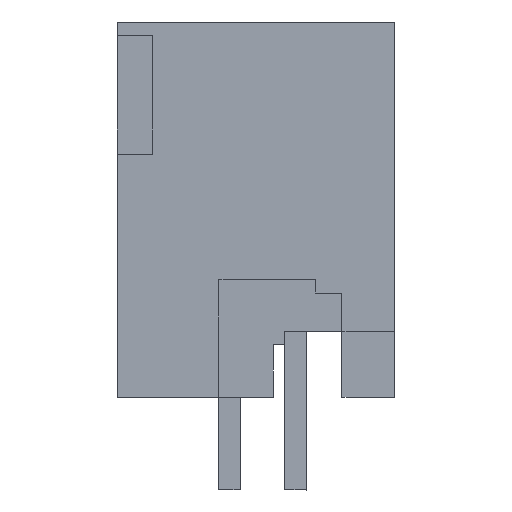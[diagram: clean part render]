
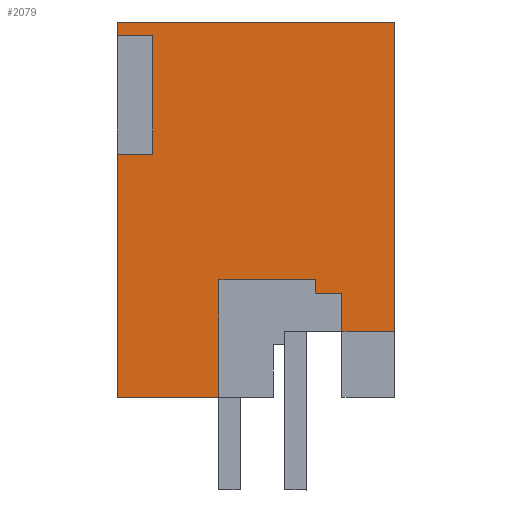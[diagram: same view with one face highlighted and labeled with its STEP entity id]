
A CAD part, left-side view. The second image highlights one B-rep face of the part: STEP entity #2079.
In plain terms, the highlighted planar face has unit normal (-1, 0, 0).
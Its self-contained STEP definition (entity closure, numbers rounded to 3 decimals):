
#2007=AXIS2_PLACEMENT_3D('Plane Axis2P3D',#2004,#2005,#2006) ;
#509=CARTESIAN_POINT('Vertex',(0.,6.65,3.5)) ;
#512=CARTESIAN_POINT('Line Origine',(0.,8.575,3.5)) ;
#516=CARTESIAN_POINT('Vertex',(0.,10.5,3.5)) ;
#1129=CARTESIAN_POINT('Vertex',(0.,2.,6.)) ;
#1132=CARTESIAN_POINT('Line Origine',(0.,2.,6.725)) ;
#1136=CARTESIAN_POINT('Vertex',(0.,2.,7.45)) ;
#1168=CARTESIAN_POINT('Line Origine',(0.,2.5,7.45)) ;
#1172=CARTESIAN_POINT('Vertex',(0.,3.,7.45)) ;
#1190=CARTESIAN_POINT('Line Origine',(0.,3.,7.7)) ;
#1194=CARTESIAN_POINT('Vertex',(0.,3.,7.95)) ;
#1219=CARTESIAN_POINT('Line Origine',(0.,4.825,7.95)) ;
#1223=CARTESIAN_POINT('Vertex',(0.,6.65,7.95)) ;
#1248=CARTESIAN_POINT('Line Origine',(0.,6.65,5.725)) ;
#2004=CARTESIAN_POINT('Axis2P3D Location',(0.,10.5,0.)) ;
#2009=CARTESIAN_POINT('Line Origine',(0.,10.5,8.1)) ;
#2013=CARTESIAN_POINT('Vertex',(0.,10.5,12.7)) ;
#2016=CARTESIAN_POINT('Line Origine',(0.,1.,6.)) ;
#2020=CARTESIAN_POINT('Vertex',(0.,0.,6.)) ;
#2023=CARTESIAN_POINT('Line Origine',(0.,0.,11.85)) ;
#2027=CARTESIAN_POINT('Vertex',(0.,0.,17.7)) ;
#2030=CARTESIAN_POINT('Line Origine',(0.,5.25,17.7)) ;
#2034=CARTESIAN_POINT('Vertex',(0.,10.5,17.7)) ;
#2037=CARTESIAN_POINT('Line Origine',(0.,10.5,17.45)) ;
#2041=CARTESIAN_POINT('Vertex',(0.,10.5,17.2)) ;
#2044=CARTESIAN_POINT('Line Origine',(0.,9.825,17.2)) ;
#2048=CARTESIAN_POINT('Vertex',(0.,9.15,17.2)) ;
#2051=CARTESIAN_POINT('Line Origine',(0.,9.15,14.95)) ;
#2055=CARTESIAN_POINT('Vertex',(0.,9.15,12.7)) ;
#2058=CARTESIAN_POINT('Line Origine',(0.,9.825,12.7)) ;
#513=DIRECTION('Vector Direction',(0.,1.,0.)) ;
#1133=DIRECTION('Vector Direction',(0.,0.,-1.)) ;
#1169=DIRECTION('Vector Direction',(0.,1.,0.)) ;
#1191=DIRECTION('Vector Direction',(0.,0.,1.)) ;
#1220=DIRECTION('Vector Direction',(0.,1.,0.)) ;
#1249=DIRECTION('Vector Direction',(0.,0.,1.)) ;
#2005=DIRECTION('Axis2P3D Direction',(-1.,0.,0.)) ;
#2006=DIRECTION('Axis2P3D XDirection',(0.,0.,1.)) ;
#2010=DIRECTION('Vector Direction',(0.,0.,1.)) ;
#2017=DIRECTION('Vector Direction',(0.,1.,0.)) ;
#2024=DIRECTION('Vector Direction',(0.,0.,1.)) ;
#2031=DIRECTION('Vector Direction',(0.,1.,0.)) ;
#2038=DIRECTION('Vector Direction',(0.,0.,1.)) ;
#2045=DIRECTION('Vector Direction',(0.,-1.,0.)) ;
#2052=DIRECTION('Vector Direction',(0.,0.,-1.)) ;
#2059=DIRECTION('Vector Direction',(0.,-1.,0.)) ;
#514=VECTOR('Line Direction',#513,1.) ;
#1134=VECTOR('Line Direction',#1133,1.) ;
#1170=VECTOR('Line Direction',#1169,1.) ;
#1192=VECTOR('Line Direction',#1191,1.) ;
#1221=VECTOR('Line Direction',#1220,1.) ;
#1250=VECTOR('Line Direction',#1249,1.) ;
#2011=VECTOR('Line Direction',#2010,1.) ;
#2018=VECTOR('Line Direction',#2017,1.) ;
#2025=VECTOR('Line Direction',#2024,1.) ;
#2032=VECTOR('Line Direction',#2031,1.) ;
#2039=VECTOR('Line Direction',#2038,1.) ;
#2046=VECTOR('Line Direction',#2045,1.) ;
#2053=VECTOR('Line Direction',#2052,1.) ;
#2060=VECTOR('Line Direction',#2059,1.) ;
#2064=ORIENTED_EDGE('',*,*,#2015,.T.) ;
#2065=ORIENTED_EDGE('',*,*,#518,.T.) ;
#2066=ORIENTED_EDGE('',*,*,#1252,.T.) ;
#2067=ORIENTED_EDGE('',*,*,#1225,.T.) ;
#2068=ORIENTED_EDGE('',*,*,#1196,.T.) ;
#2069=ORIENTED_EDGE('',*,*,#1174,.T.) ;
#2070=ORIENTED_EDGE('',*,*,#1138,.T.) ;
#2071=ORIENTED_EDGE('',*,*,#2022,.T.) ;
#2072=ORIENTED_EDGE('',*,*,#2029,.T.) ;
#2073=ORIENTED_EDGE('',*,*,#2036,.T.) ;
#2074=ORIENTED_EDGE('',*,*,#2043,.T.) ;
#2075=ORIENTED_EDGE('',*,*,#2050,.F.) ;
#2076=ORIENTED_EDGE('',*,*,#2057,.F.) ;
#2077=ORIENTED_EDGE('',*,*,#2062,.F.) ;
#2079=ADVANCED_FACE('HOUSING',(#2078),#2008,.T.) ;
#518=EDGE_CURVE('',#517,#510,#515,.F.) ;
#1138=EDGE_CURVE('',#1137,#1130,#1135,.T.) ;
#1174=EDGE_CURVE('',#1173,#1137,#1171,.F.) ;
#1196=EDGE_CURVE('',#1195,#1173,#1193,.F.) ;
#1225=EDGE_CURVE('',#1224,#1195,#1222,.F.) ;
#1252=EDGE_CURVE('',#510,#1224,#1251,.T.) ;
#2015=EDGE_CURVE('',#2014,#517,#2012,.F.) ;
#2022=EDGE_CURVE('',#1130,#2021,#2019,.F.) ;
#2029=EDGE_CURVE('',#2021,#2028,#2026,.T.) ;
#2036=EDGE_CURVE('',#2028,#2035,#2033,.T.) ;
#2043=EDGE_CURVE('',#2035,#2042,#2040,.F.) ;
#2050=EDGE_CURVE('',#2049,#2042,#2047,.F.) ;
#2057=EDGE_CURVE('',#2056,#2049,#2054,.F.) ;
#2062=EDGE_CURVE('',#2014,#2056,#2061,.T.) ;
#2063=EDGE_LOOP('',(#2064,#2065,#2066,#2067,#2068,#2069,#2070,#2071,#2072,#2073,#2074,#2075,#2076,#2077)) ;
#2078=FACE_OUTER_BOUND('',#2063,.T.) ;
#515=LINE('Line',#512,#514) ;
#1135=LINE('Line',#1132,#1134) ;
#1171=LINE('Line',#1168,#1170) ;
#1193=LINE('Line',#1190,#1192) ;
#1222=LINE('Line',#1219,#1221) ;
#1251=LINE('Line',#1248,#1250) ;
#2012=LINE('Line',#2009,#2011) ;
#2019=LINE('Line',#2016,#2018) ;
#2026=LINE('Line',#2023,#2025) ;
#2033=LINE('Line',#2030,#2032) ;
#2040=LINE('Line',#2037,#2039) ;
#2047=LINE('Line',#2044,#2046) ;
#2054=LINE('Line',#2051,#2053) ;
#2061=LINE('Line',#2058,#2060) ;
#2008=PLANE('',#2007) ;
#510=VERTEX_POINT('',#509) ;
#517=VERTEX_POINT('',#516) ;
#1130=VERTEX_POINT('',#1129) ;
#1137=VERTEX_POINT('',#1136) ;
#1173=VERTEX_POINT('',#1172) ;
#1195=VERTEX_POINT('',#1194) ;
#1224=VERTEX_POINT('',#1223) ;
#2014=VERTEX_POINT('',#2013) ;
#2021=VERTEX_POINT('',#2020) ;
#2028=VERTEX_POINT('',#2027) ;
#2035=VERTEX_POINT('',#2034) ;
#2042=VERTEX_POINT('',#2041) ;
#2049=VERTEX_POINT('',#2048) ;
#2056=VERTEX_POINT('',#2055) ;
